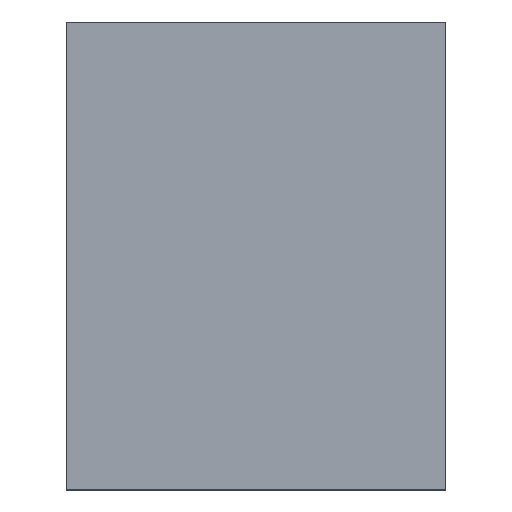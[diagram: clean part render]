
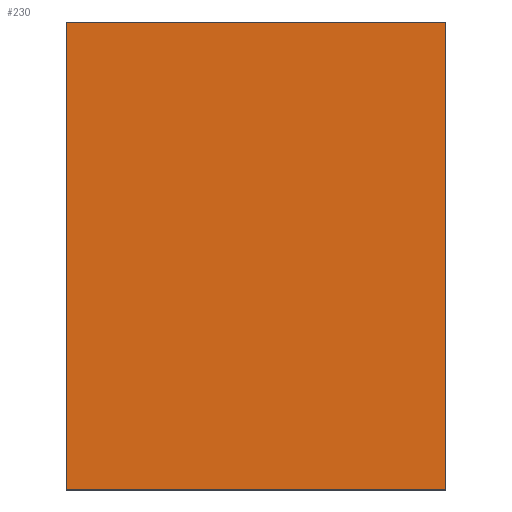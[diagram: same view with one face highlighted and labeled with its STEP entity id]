
A CAD part, top view. The second image highlights one B-rep face of the part: STEP entity #230.
In plain terms, the highlighted planar face has unit normal (0, 0, 1).
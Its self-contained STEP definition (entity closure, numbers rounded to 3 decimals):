
#217=AXIS2_PLACEMENT_3D('Plane Axis2P3D',#214,#215,#216) ;
#63=CARTESIAN_POINT('Vertex',(8.1,10.,4.2)) ;
#66=CARTESIAN_POINT('Line Origine',(8.1,5.,4.2)) ;
#70=CARTESIAN_POINT('Vertex',(8.1,0.,4.2)) ;
#128=CARTESIAN_POINT('Vertex',(0.,0.,4.2)) ;
#131=CARTESIAN_POINT('Line Origine',(0.,5.,4.2)) ;
#135=CARTESIAN_POINT('Vertex',(0.,10.,4.2)) ;
#202=CARTESIAN_POINT('Line Origine',(4.05,10.,4.2)) ;
#214=CARTESIAN_POINT('Axis2P3D Location',(4.05,0.,4.2)) ;
#219=CARTESIAN_POINT('Line Origine',(4.05,0.,4.2)) ;
#67=DIRECTION('Vector Direction',(0.,1.,0.)) ;
#132=DIRECTION('Vector Direction',(0.,1.,0.)) ;
#203=DIRECTION('Vector Direction',(1.,0.,0.)) ;
#215=DIRECTION('Axis2P3D Direction',(0.,0.,-1.)) ;
#216=DIRECTION('Axis2P3D XDirection',(0.,1.,0.)) ;
#220=DIRECTION('Vector Direction',(1.,0.,0.)) ;
#68=VECTOR('Line Direction',#67,1.) ;
#133=VECTOR('Line Direction',#132,1.) ;
#204=VECTOR('Line Direction',#203,1.) ;
#221=VECTOR('Line Direction',#220,1.) ;
#225=ORIENTED_EDGE('',*,*,#206,.F.) ;
#226=ORIENTED_EDGE('',*,*,#137,.T.) ;
#227=ORIENTED_EDGE('',*,*,#223,.T.) ;
#228=ORIENTED_EDGE('',*,*,#72,.F.) ;
#230=ADVANCED_FACE('S3D positioniert',(#229),#218,.F.) ;
#72=EDGE_CURVE('',#64,#71,#69,.F.) ;
#137=EDGE_CURVE('',#136,#129,#134,.F.) ;
#206=EDGE_CURVE('',#136,#64,#205,.T.) ;
#223=EDGE_CURVE('',#129,#71,#222,.T.) ;
#224=EDGE_LOOP('',(#225,#226,#227,#228)) ;
#229=FACE_OUTER_BOUND('',#224,.T.) ;
#69=LINE('Line',#66,#68) ;
#134=LINE('Line',#131,#133) ;
#205=LINE('Line',#202,#204) ;
#222=LINE('Line',#219,#221) ;
#218=PLANE('',#217) ;
#64=VERTEX_POINT('',#63) ;
#71=VERTEX_POINT('',#70) ;
#129=VERTEX_POINT('',#128) ;
#136=VERTEX_POINT('',#135) ;
